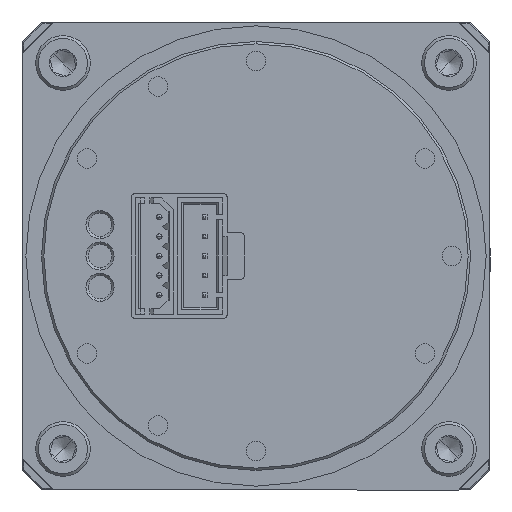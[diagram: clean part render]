
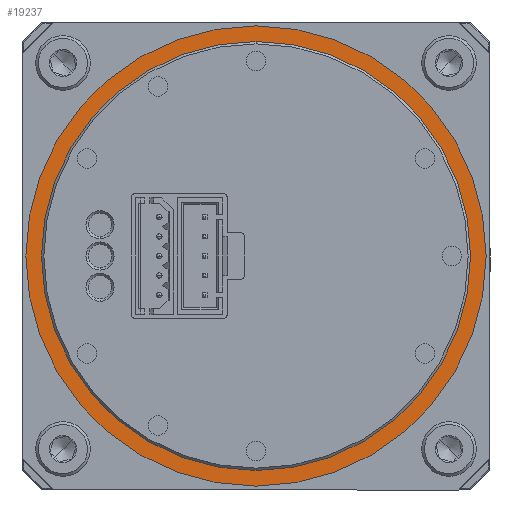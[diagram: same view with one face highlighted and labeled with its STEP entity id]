
A CAD part, left-side view. The second image highlights one B-rep face of the part: STEP entity #19237.
In plain terms, the highlighted planar face has unit normal (-1, 0, 0).
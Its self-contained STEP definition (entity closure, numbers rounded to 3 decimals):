
#322 = CARTESIAN_POINT ( 'NONE',  ( -5., 0., 0. ) ) ;
#908 = DIRECTION ( 'NONE',  ( 0., 0., 1. ) ) ;
#2313 = CARTESIAN_POINT ( 'NONE',  ( -5., 0., 0. ) ) ;
#3109 = ORIENTED_EDGE ( 'NONE', *, *, #12775, .T. ) ;
#3294 = FACE_BOUND ( 'NONE', #10481, .T. ) ;
#3773 = CARTESIAN_POINT ( 'NONE',  ( -5., 0., 0. ) ) ;
#4126 = CIRCLE ( 'NONE', #6722, 27.5 ) ;
#4186 = DIRECTION ( 'NONE',  ( 0., 0., 1. ) ) ;
#4599 = DIRECTION ( 'NONE',  ( -1., 0., 0. ) ) ;
#4928 = EDGE_CURVE ( 'NONE', #14708, #27430, #19800, .T. ) ;
#4945 = FACE_OUTER_BOUND ( 'NONE', #13023, .T. ) ;
#5187 = ORIENTED_EDGE ( 'NONE', *, *, #4928, .F. ) ;
#5947 = CARTESIAN_POINT ( 'NONE',  ( -5., 0., 27.5 ) ) ;
#6722 = AXIS2_PLACEMENT_3D ( 'NONE', #20125, #22220, #908 ) ;
#7070 = AXIS2_PLACEMENT_3D ( 'NONE', #8206, #10545, #22956 ) ;
#7479 = ORIENTED_EDGE ( 'NONE', *, *, #13243, .T. ) ;
#8090 = DIRECTION ( 'NONE',  ( 0., 0., 1. ) ) ;
#8099 = CIRCLE ( 'NONE', #22035, 29.5 ) ;
#8206 = CARTESIAN_POINT ( 'NONE',  ( -5., 29.5, 0. ) ) ;
#10481 = EDGE_LOOP ( 'NONE', ( #13351, #5187 ) ) ;
#10545 = DIRECTION ( 'NONE',  ( 1., 0., 0. ) ) ;
#12033 = PLANE ( 'NONE',  #7070 ) ;
#12036 = CARTESIAN_POINT ( 'NONE',  ( -5., 0., 29.5 ) ) ;
#12775 = EDGE_CURVE ( 'NONE', #25179, #16910, #8099, .T. ) ;
#13023 = EDGE_LOOP ( 'NONE', ( #7479, #3109 ) ) ;
#13243 = EDGE_CURVE ( 'NONE', #16910, #25179, #15639, .T. ) ;
#13351 = ORIENTED_EDGE ( 'NONE', *, *, #23554, .F. ) ;
#13623 = CARTESIAN_POINT ( 'NONE',  ( -5., 0., -27.5 ) ) ;
#14152 = AXIS2_PLACEMENT_3D ( 'NONE', #3773, #24909, #8090 ) ;
#14708 = VERTEX_POINT ( 'NONE', #13623 ) ;
#14727 = CARTESIAN_POINT ( 'NONE',  ( -5., 0., -29.5 ) ) ;
#14740 = DIRECTION ( 'NONE',  ( -1., 0., 0. ) ) ;
#15639 = CIRCLE ( 'NONE', #19019, 29.5 ) ;
#16910 = VERTEX_POINT ( 'NONE', #12036 ) ;
#16983 = DIRECTION ( 'NONE',  ( 0., 0., 1. ) ) ;
#19019 = AXIS2_PLACEMENT_3D ( 'NONE', #322, #4599, #16983 ) ;
#19237 = ADVANCED_FACE ( 'NONE', ( #3294, #4945 ), #12033, .F. ) ;
#19800 = CIRCLE ( 'NONE', #14152, 27.5 ) ;
#20125 = CARTESIAN_POINT ( 'NONE',  ( -5., 0., 0. ) ) ;
#22035 = AXIS2_PLACEMENT_3D ( 'NONE', #2313, #14740, #4186 ) ;
#22220 = DIRECTION ( 'NONE',  ( -1., 0., 0. ) ) ;
#22956 = DIRECTION ( 'NONE',  ( 0., 0., -1. ) ) ;
#23554 = EDGE_CURVE ( 'NONE', #27430, #14708, #4126, .T. ) ;
#24909 = DIRECTION ( 'NONE',  ( -1., 0., 0. ) ) ;
#25179 = VERTEX_POINT ( 'NONE', #14727 ) ;
#27430 = VERTEX_POINT ( 'NONE', #5947 ) ;
